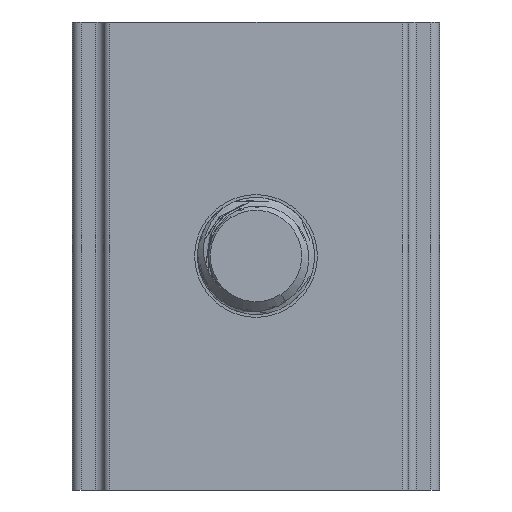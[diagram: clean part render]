
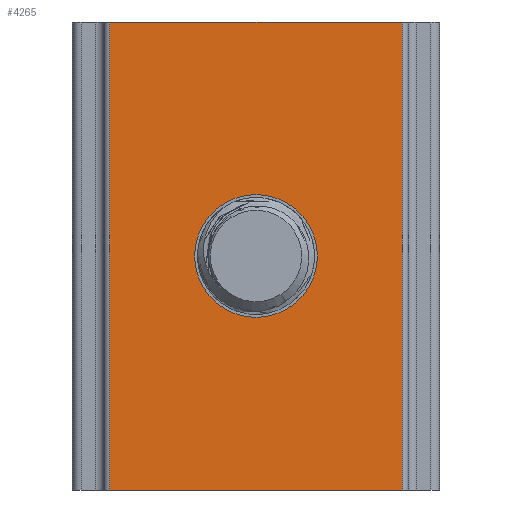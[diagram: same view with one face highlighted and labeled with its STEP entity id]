
A CAD part, front view. The second image highlights one B-rep face of the part: STEP entity #4265.
In plain terms, the highlighted planar face has unit normal (0, -1, 0).
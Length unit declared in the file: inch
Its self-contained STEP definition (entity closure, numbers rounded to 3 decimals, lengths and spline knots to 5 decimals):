
#134 = AXIS2_PLACEMENT_3D ( 'NONE', #1021, #5072, #1617 ) ;
#144 = ORIENTED_EDGE ( 'NONE', *, *, #6433, .F. ) ;
#338 = AXIS2_PLACEMENT_3D ( 'NONE', #4217, #719, #4786 ) ;
#351 = CARTESIAN_POINT ( 'NONE',  ( 0.7825, 0., -2.5 ) ) ;
#452 = DIRECTION ( 'NONE',  ( 1., 0., 0. ) ) ;
#468 = FACE_BOUND ( 'NONE', #4104, .T. ) ;
#475 = CARTESIAN_POINT ( 'NONE',  ( -0.7825, 0., -2.5 ) ) ;
#599 = CARTESIAN_POINT ( 'NONE',  ( 0., 0., -1.578 ) ) ;
#719 = DIRECTION ( 'NONE',  ( 0., -1., 0. ) ) ;
#1021 = CARTESIAN_POINT ( 'NONE',  ( 0., 0., -1.25 ) ) ;
#1185 = VERTEX_POINT ( 'NONE', #2288 ) ;
#1195 = EDGE_CURVE ( 'NONE', #1185, #2658, #3630, .T. ) ;
#1209 = PLANE ( 'NONE',  #5874 ) ;
#1228 = CIRCLE ( 'NONE', #134, 0.328 ) ;
#1503 = EDGE_CURVE ( 'NONE', #2453, #3618, #4085, .T. ) ;
#1548 = ORIENTED_EDGE ( 'NONE', *, *, #7112, .T. ) ;
#1617 = DIRECTION ( 'NONE',  ( 0., 0., -1. ) ) ;
#1722 = ORIENTED_EDGE ( 'NONE', *, *, #5519, .F. ) ;
#2009 = CARTESIAN_POINT ( 'NONE',  ( -0.7825, 0., -2.5 ) ) ;
#2087 = VECTOR ( 'NONE', #3470, 39.37008 ) ;
#2288 = CARTESIAN_POINT ( 'NONE',  ( 0.7825, 0., -2.5 ) ) ;
#2371 = DIRECTION ( 'NONE',  ( 0., -1., 0. ) ) ;
#2389 = VECTOR ( 'NONE', #3928, 39.37008 ) ;
#2453 = VERTEX_POINT ( 'NONE', #2009 ) ;
#2658 = VERTEX_POINT ( 'NONE', #7463 ) ;
#2765 = VECTOR ( 'NONE', #452, 39.37008 ) ;
#2869 = CARTESIAN_POINT ( 'NONE',  ( -0.7825, 0., 0. ) ) ;
#2989 = CARTESIAN_POINT ( 'NONE',  ( -0.7825, 0., -2.5 ) ) ;
#3161 = VERTEX_POINT ( 'NONE', #6516 ) ;
#3470 = DIRECTION ( 'NONE',  ( 0., 0., 1. ) ) ;
#3507 = CARTESIAN_POINT ( 'NONE',  ( -0.7825, 0., -2.5 ) ) ;
#3576 = VERTEX_POINT ( 'NONE', #599 ) ;
#3618 = VERTEX_POINT ( 'NONE', #2869 ) ;
#3630 = LINE ( 'NONE', #351, #2087 ) ;
#3928 = DIRECTION ( 'NONE',  ( 1., 0., 0. ) ) ;
#4071 = EDGE_CURVE ( 'NONE', #3618, #2658, #5651, .T. ) ;
#4085 = LINE ( 'NONE', #2989, #5250 ) ;
#4104 = EDGE_LOOP ( 'NONE', ( #1722, #144 ) ) ;
#4217 = CARTESIAN_POINT ( 'NONE',  ( 0., 0., -1.25 ) ) ;
#4265 = ADVANCED_FACE ( 'NONE', ( #468, #6472 ), #1209, .T. ) ;
#4496 = CARTESIAN_POINT ( 'NONE',  ( -0.7825, 0., 0. ) ) ;
#4628 = ORIENTED_EDGE ( 'NONE', *, *, #1503, .F. ) ;
#4690 = DIRECTION ( 'NONE',  ( 0., 0., 1. ) ) ;
#4786 = DIRECTION ( 'NONE',  ( 0., 0., -1. ) ) ;
#5072 = DIRECTION ( 'NONE',  ( 0., -1., 0. ) ) ;
#5250 = VECTOR ( 'NONE', #4690, 39.37008 ) ;
#5303 = CIRCLE ( 'NONE', #338, 0.328 ) ;
#5519 = EDGE_CURVE ( 'NONE', #3576, #3161, #5303, .T. ) ;
#5651 = LINE ( 'NONE', #4496, #2389 ) ;
#5654 = LINE ( 'NONE', #475, #2765 ) ;
#5874 = AXIS2_PLACEMENT_3D ( 'NONE', #3507, #2371, #6422 ) ;
#5991 = ORIENTED_EDGE ( 'NONE', *, *, #1195, .T. ) ;
#6174 = ORIENTED_EDGE ( 'NONE', *, *, #4071, .F. ) ;
#6270 = EDGE_LOOP ( 'NONE', ( #6174, #4628, #1548, #5991 ) ) ;
#6422 = DIRECTION ( 'NONE',  ( 0., 0., -1. ) ) ;
#6433 = EDGE_CURVE ( 'NONE', #3161, #3576, #1228, .T. ) ;
#6472 = FACE_OUTER_BOUND ( 'NONE', #6270, .T. ) ;
#6516 = CARTESIAN_POINT ( 'NONE',  ( 0., 0., -0.922 ) ) ;
#7112 = EDGE_CURVE ( 'NONE', #2453, #1185, #5654, .T. ) ;
#7463 = CARTESIAN_POINT ( 'NONE',  ( 0.7825, 0., 0. ) ) ;
